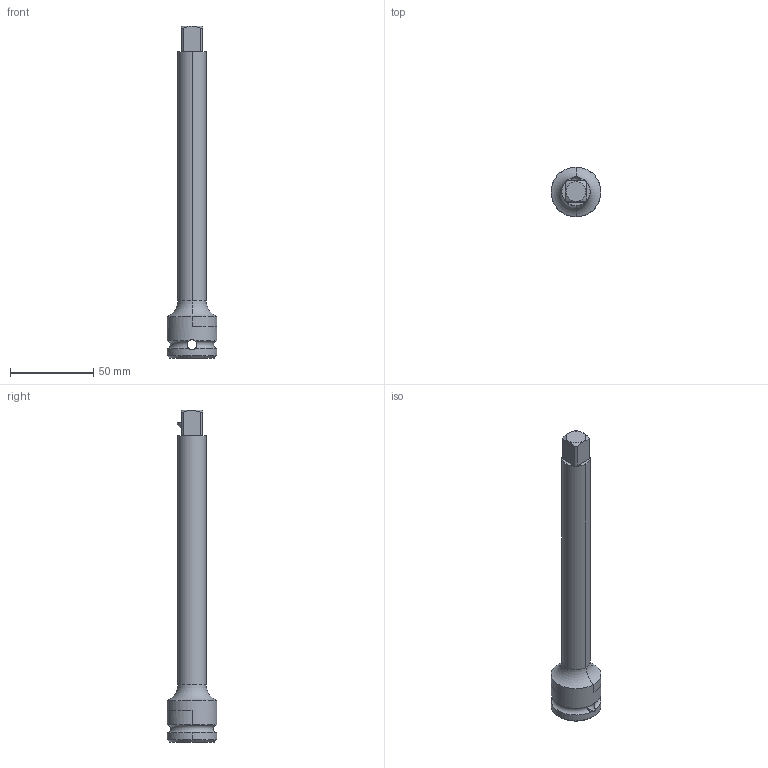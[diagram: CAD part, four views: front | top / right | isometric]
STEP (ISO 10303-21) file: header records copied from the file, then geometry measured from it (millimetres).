
FILE_DESCRIPTION((''),'2;1');
FILE_NAME('4027133446','2023-08-22T12:41:13',('A00565553'),(''),'CREO PARAMETRIC BY PTC INC, 2022414','CREO PARAMETRIC BY PTC INC, 2022414','');
FILE_SCHEMA(('CONFIG_CONTROL_DESIGN','GEOMETRIC_VALIDATION_PROPERTIES_MIM'));
Length unit declared in the file: millimetre
Products named in the file (1): 4027133446
Bounding box: 30 x 30 x 200 mm (x, y, z)
Volume: 53060.4 mm3; surface area: 14291.1 mm2
Topology: 2 solids, 2 shells, 67 faces, 196 edges, 119 vertices
Faces by surface type: cylinder 21, plane 18, cone 18, torus 4, bspline 4, sphere 2
Entity records: 3657 total; most frequent: CARTESIAN_POINT 1331, ORIENTED_EDGE 364, DIRECTION 314, PRESENTATION_STYLE_ASSIGNMENT 186, STYLED_ITEM 184, CURVE_STYLE 182, EDGE_CURVE 182, AXIS2_PLACEMENT_3D 126
